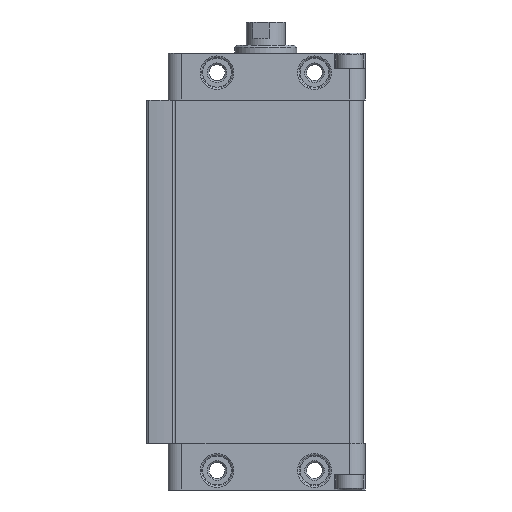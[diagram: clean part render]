
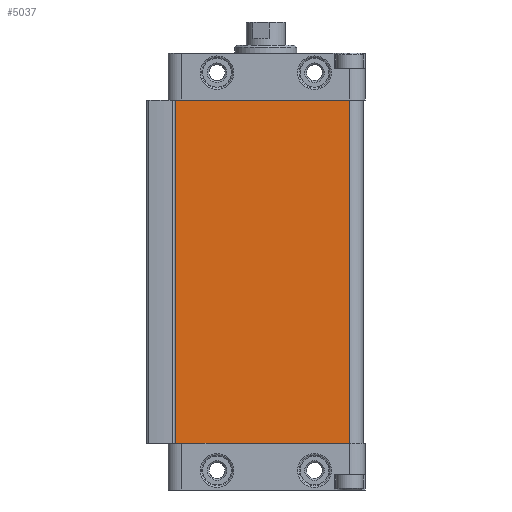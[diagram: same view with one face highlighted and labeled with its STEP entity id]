
A CAD part, left-side view. The second image highlights one B-rep face of the part: STEP entity #5037.
In plain terms, the highlighted planar face has unit normal (-1, 0, 0).
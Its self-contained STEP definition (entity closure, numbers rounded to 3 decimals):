
#844=ORIENTED_EDGE('',*,*,#2142,.F.);
#845=ORIENTED_EDGE('',*,*,#2195,.F.);
#846=ORIENTED_EDGE('',*,*,#2196,.T.);
#847=ORIENTED_EDGE('',*,*,#2197,.T.);
#2142=EDGE_CURVE('',#2814,#2816,#3239,.T.);
#2195=EDGE_CURVE('',#2855,#2814,#3268,.T.);
#2196=EDGE_CURVE('',#2855,#2856,#3269,.T.);
#2197=EDGE_CURVE('',#2856,#2816,#3270,.T.);
#2814=VERTEX_POINT('',#8075);
#2816=VERTEX_POINT('',#8078);
#2855=VERTEX_POINT('',#8178);
#2856=VERTEX_POINT('',#8182);
#3239=LINE('',#8077,#3585);
#3268=LINE('',#8179,#3614);
#3269=LINE('',#8181,#3615);
#3270=LINE('',#8183,#3616);
#3585=VECTOR('',#6311,1000.);
#3614=VECTOR('',#6406,1000.);
#3615=VECTOR('',#6409,1000.);
#3616=VECTOR('',#6410,1000.);
#3962=EDGE_LOOP('',(#844,#845,#846,#847));
#4436=FACE_BOUND('',#3962,.T.);
#4843=PLANE('',#5513);
#5037=ADVANCED_FACE('',(#4436),#4843,.T.);
#5513=AXIS2_PLACEMENT_3D('',#8180,#6407,#6408);
#6311=DIRECTION('',(0.,-1.,0.));
#6406=DIRECTION('',(0.,0.,1.));
#6407=DIRECTION('',(-1.,0.,0.));
#6408=DIRECTION('',(0.,0.,1.));
#6409=DIRECTION('',(0.,-1.,0.));
#6410=DIRECTION('',(0.,0.,1.));
#8075=CARTESIAN_POINT('',(-9.5,23.042,-12.));
#8077=CARTESIAN_POINT('',(-9.5,23.042,-12.));
#8078=CARTESIAN_POINT('',(-9.5,-21.5,-12.));
#8178=CARTESIAN_POINT('',(-9.5,23.042,-100.));
#8179=CARTESIAN_POINT('',(-9.5,23.042,-100.));
#8180=CARTESIAN_POINT('',(-9.5,23.042,-100.));
#8181=CARTESIAN_POINT('',(-9.5,23.042,-100.));
#8182=CARTESIAN_POINT('',(-9.5,-21.5,-100.));
#8183=CARTESIAN_POINT('',(-9.5,-21.5,-100.));
